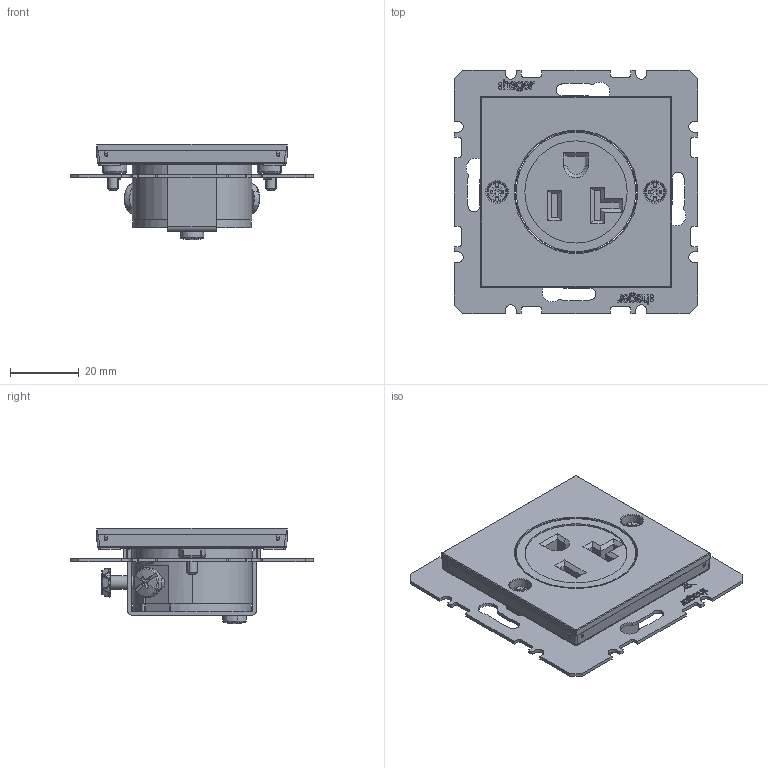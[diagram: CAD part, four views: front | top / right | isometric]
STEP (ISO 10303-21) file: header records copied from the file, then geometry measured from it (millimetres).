
FILE_DESCRIPTION((''),'2;1');
FILE_NAME('WAS6100_GEN_ASM','2025-11-10T12:02:06',('taglied'),(''),'CREO PARAMETRIC BY PTC INC, 2025010','CREO PARAMETRIC BY PTC INC, 2025010','');
FILE_SCHEMA(('CONFIG_CONTROL_DESIGN','SHAPE_APPEARANCE_LAYERS_GROUPS'));
Products named in the file (14): W4G0171_18; W1A2305_GEN; TRAGPLATTE_1000001547_PAE_000_AB; 9101530000_EINS_1000008433_PAE_000_AA_2329; 9101530000_EINS_1000008433_PAE_000_AA_3403; 9101530000_EINS_1000008433_PAE_000_AA_3717; 9101530000_EINS_1000008433_PAE_000_AA_5193; 9101530000_EINS_1000008433_PAE_000_AA_7927; 9101530000_EINS_1000008433_PAE_000_AA_10661; 9101530000_EINS_1000008433_PAE_000_AA_12183; 9101530000_EINS_1000008433_PAE_000_AA_ASM; 9101529000_BG_S_1000008434_PRE_000_AA_ASM; 9002492000; WAS6100_GEN_ASM
Assembly tree (14 placements, depth 4):
  WAS6100_GEN_ASM
    W4G0171_18
    W1A2305_GEN
    9101529000_BG_S_1000008434_PRE_000_AA_ASM
      TRAGPLATTE_1000001547_PAE_000_AB
      9101530000_EINS_1000008433_PAE_000_AA_ASM
        9101530000_EINS_1000008433_PAE_000_AA_2329
        9101530000_EINS_1000008433_PAE_000_AA_3403
        9101530000_EINS_1000008433_PAE_000_AA_3717
        9101530000_EINS_1000008433_PAE_000_AA_5193
        9101530000_EINS_1000008433_PAE_000_AA_7927
        9101530000_EINS_1000008433_PAE_000_AA_10661
        9101530000_EINS_1000008433_PAE_000_AA_12183
    9002492000  x2
Bounding box: 70.9 x 70.9 x 27.97 mm (x, y, z)
Volume: 31684.6 mm3; surface area: 26243.6 mm2
Topology: 11 solids, 11 shells, 1838 faces, 5080 edges, 3296 vertices
Faces by surface type: plane 1345, cylinder 187, cone 89, extrusion 87, sphere 48, bspline 44, torus 38
Entity records: 63492 total; most frequent: CARTESIAN_POINT 13856, ORIENTED_EDGE 9828, DIRECTION 8644, EDGE_CURVE 4914, VECTOR 3790, LINE 3703, VERTEX_POINT 3205, AXIS2_PLACEMENT_3D 2427
